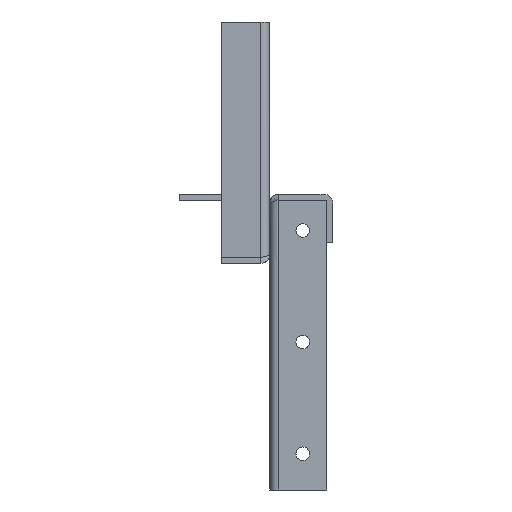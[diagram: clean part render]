
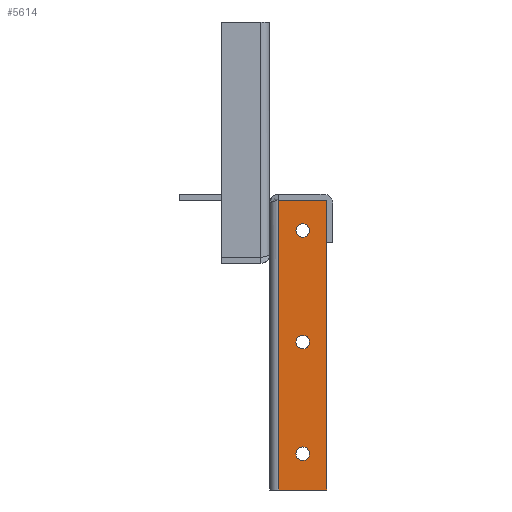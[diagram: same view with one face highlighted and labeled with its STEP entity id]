
A CAD part, left-side view. The second image highlights one B-rep face of the part: STEP entity #5614.
In plain terms, the highlighted planar face has unit normal (-1, 0, 0).
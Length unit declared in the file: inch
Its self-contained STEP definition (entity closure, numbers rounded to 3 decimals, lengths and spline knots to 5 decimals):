
#322 = VECTOR ( 'NONE', #6601, 39.37008 ) ;
#327 = VERTEX_POINT ( 'NONE', #510 ) ;
#364 = EDGE_CURVE ( 'NONE', #5421, #1702, #4616, .T. ) ;
#378 = VERTEX_POINT ( 'NONE', #5017 ) ;
#510 = CARTESIAN_POINT ( 'NONE',  ( -7.625, -0.185, -0.00011 ) ) ;
#599 = DIRECTION ( 'NONE',  ( 0., 1., 0. ) ) ;
#728 = EDGE_LOOP ( 'NONE', ( #772, #5656 ) ) ;
#736 = ORIENTED_EDGE ( 'NONE', *, *, #5776, .F. ) ;
#772 = ORIENTED_EDGE ( 'NONE', *, *, #4625, .T. ) ;
#799 = DIRECTION ( 'NONE',  ( 0., 0., -1. ) ) ;
#866 = DIRECTION ( 'NONE',  ( 0., 0., -1. ) ) ;
#888 = ORIENTED_EDGE ( 'NONE', *, *, #5569, .F. ) ;
#905 = VERTEX_POINT ( 'NONE', #2174 ) ;
#945 = ORIENTED_EDGE ( 'NONE', *, *, #4073, .T. ) ;
#1076 = CARTESIAN_POINT ( 'NONE',  ( -7.625, -0.68625, -2.9375 ) ) ;
#1123 = AXIS2_PLACEMENT_3D ( 'NONE', #6452, #4374, #1658 ) ;
#1188 = DIRECTION ( 'NONE',  ( 0., 0., -1. ) ) ;
#1570 = DIRECTION ( 'NONE',  ( 1., 0., 0. ) ) ;
#1658 = DIRECTION ( 'NONE',  ( 0., 0., -1. ) ) ;
#1702 = VERTEX_POINT ( 'NONE', #5165 ) ;
#1808 = VECTOR ( 'NONE', #5458, 39.37008 ) ;
#1848 = DIRECTION ( 'NONE',  ( 0., 0., -1. ) ) ;
#2156 = VECTOR ( 'NONE', #3212, 39.37008 ) ;
#2174 = CARTESIAN_POINT ( 'NONE',  ( -7.625, -1.1875, -6. ) ) ;
#2235 = FACE_BOUND ( 'NONE', #5597, .T. ) ;
#2280 = DIRECTION ( 'NONE',  ( 1., 0., 0. ) ) ;
#2517 = CARTESIAN_POINT ( 'NONE',  ( -7.625, -0.68625, -2.9375 ) ) ;
#2523 = CARTESIAN_POINT ( 'NONE',  ( -7.625, -0.125, -6. ) ) ;
#2686 = DIRECTION ( 'NONE',  ( 1., 0., 0. ) ) ;
#2710 = CARTESIAN_POINT ( 'NONE',  ( -7.625, -0.68625, -5.25 ) ) ;
#2732 = LINE ( 'NONE', #4263, #1808 ) ;
#2826 = AXIS2_PLACEMENT_3D ( 'NONE', #1076, #2686, #5870 ) ;
#2897 = VERTEX_POINT ( 'NONE', #6782 ) ;
#2904 = CARTESIAN_POINT ( 'NONE',  ( -7.625, -0.68625, -0.625 ) ) ;
#2927 = ORIENTED_EDGE ( 'NONE', *, *, #364, .T. ) ;
#2936 = CARTESIAN_POINT ( 'NONE',  ( -7.625, -0.68625, -3.078 ) ) ;
#3044 = DIRECTION ( 'NONE',  ( 1., 0., 0. ) ) ;
#3191 = PLANE ( 'NONE',  #1123 ) ;
#3212 = DIRECTION ( 'NONE',  ( 0., 0., 1. ) ) ;
#3265 = FACE_BOUND ( 'NONE', #728, .T. ) ;
#3339 = FACE_OUTER_BOUND ( 'NONE', #4993, .T. ) ;
#3510 = EDGE_CURVE ( 'NONE', #2897, #327, #4424, .T. ) ;
#3518 = DIRECTION ( 'NONE',  ( 1., 0., 0. ) ) ;
#3634 = ORIENTED_EDGE ( 'NONE', *, *, #6175, .T. ) ;
#3730 = FACE_BOUND ( 'NONE', #6583, .T. ) ;
#3877 = AXIS2_PLACEMENT_3D ( 'NONE', #2710, #1570, #4816 ) ;
#3980 = CARTESIAN_POINT ( 'NONE',  ( -7.625, -0.185, -6. ) ) ;
#4073 = EDGE_CURVE ( 'NONE', #1702, #5421, #4640, .T. ) ;
#4089 = CIRCLE ( 'NONE', #2826, 0.1405 ) ;
#4142 = VERTEX_POINT ( 'NONE', #6749 ) ;
#4263 = CARTESIAN_POINT ( 'NONE',  ( -7.625, -1.1875, -6. ) ) ;
#4299 = CARTESIAN_POINT ( 'NONE',  ( -7.625, -0.68625, -0.625 ) ) ;
#4343 = CARTESIAN_POINT ( 'NONE',  ( -7.625, -0.68625, -5.1095 ) ) ;
#4349 = CARTESIAN_POINT ( 'NONE',  ( -7.625, -0.125, -0.00011 ) ) ;
#4374 = DIRECTION ( 'NONE',  ( -1., 0., 0. ) ) ;
#4395 = CARTESIAN_POINT ( 'NONE',  ( -7.625, -0.185, -0.06 ) ) ;
#4411 = ORIENTED_EDGE ( 'NONE', *, *, #3510, .T. ) ;
#4424 = LINE ( 'NONE', #4349, #6938 ) ;
#4459 = VERTEX_POINT ( 'NONE', #2936 ) ;
#4533 = CIRCLE ( 'NONE', #5225, 0.1405 ) ;
#4580 = ORIENTED_EDGE ( 'NONE', *, *, #4718, .T. ) ;
#4616 = CIRCLE ( 'NONE', #4961, 0.1405 ) ;
#4625 = EDGE_CURVE ( 'NONE', #4459, #378, #4533, .T. ) ;
#4640 = CIRCLE ( 'NONE', #6252, 0.1405 ) ;
#4718 = EDGE_CURVE ( 'NONE', #4142, #6546, #6152, .T. ) ;
#4816 = DIRECTION ( 'NONE',  ( 0., 0., -1. ) ) ;
#4830 = EDGE_CURVE ( 'NONE', #378, #4459, #4089, .T. ) ;
#4841 = ORIENTED_EDGE ( 'NONE', *, *, #5606, .T. ) ;
#4961 = AXIS2_PLACEMENT_3D ( 'NONE', #4299, #6491, #1188 ) ;
#4993 = EDGE_LOOP ( 'NONE', ( #888, #4841, #4411, #736 ) ) ;
#5017 = CARTESIAN_POINT ( 'NONE',  ( -7.625, -0.68625, -2.797 ) ) ;
#5165 = CARTESIAN_POINT ( 'NONE',  ( -7.625, -0.68625, -0.7655 ) ) ;
#5225 = AXIS2_PLACEMENT_3D ( 'NONE', #2517, #3044, #866 ) ;
#5248 = LINE ( 'NONE', #2523, #322 ) ;
#5421 = VERTEX_POINT ( 'NONE', #6112 ) ;
#5458 = DIRECTION ( 'NONE',  ( 0., 0., 1. ) ) ;
#5569 = EDGE_CURVE ( 'NONE', #905, #6915, #5248, .T. ) ;
#5597 = EDGE_LOOP ( 'NONE', ( #4580, #3634 ) ) ;
#5606 = EDGE_CURVE ( 'NONE', #905, #2897, #2732, .T. ) ;
#5614 = ADVANCED_FACE ( 'NONE', ( #3339, #3730, #3265, #2235 ), #3191, .T. ) ;
#5656 = ORIENTED_EDGE ( 'NONE', *, *, #4830, .T. ) ;
#5776 = EDGE_CURVE ( 'NONE', #6915, #327, #5974, .T. ) ;
#5810 = CIRCLE ( 'NONE', #3877, 0.1405 ) ;
#5870 = DIRECTION ( 'NONE',  ( 0., 0., -1. ) ) ;
#5974 = LINE ( 'NONE', #4395, #2156 ) ;
#6112 = CARTESIAN_POINT ( 'NONE',  ( -7.625, -0.68625, -0.4845 ) ) ;
#6152 = CIRCLE ( 'NONE', #6838, 0.1405 ) ;
#6175 = EDGE_CURVE ( 'NONE', #6546, #4142, #5810, .T. ) ;
#6241 = CARTESIAN_POINT ( 'NONE',  ( -7.625, -0.68625, -5.25 ) ) ;
#6252 = AXIS2_PLACEMENT_3D ( 'NONE', #2904, #2280, #1848 ) ;
#6452 = CARTESIAN_POINT ( 'NONE',  ( -7.625, -0.125, -6. ) ) ;
#6491 = DIRECTION ( 'NONE',  ( 1., 0., 0. ) ) ;
#6546 = VERTEX_POINT ( 'NONE', #4343 ) ;
#6583 = EDGE_LOOP ( 'NONE', ( #945, #2927 ) ) ;
#6601 = DIRECTION ( 'NONE',  ( 0., 1., 0. ) ) ;
#6749 = CARTESIAN_POINT ( 'NONE',  ( -7.625, -0.68625, -5.3905 ) ) ;
#6782 = CARTESIAN_POINT ( 'NONE',  ( -7.625, -1.1875, -0.00011 ) ) ;
#6838 = AXIS2_PLACEMENT_3D ( 'NONE', #6241, #3518, #799 ) ;
#6915 = VERTEX_POINT ( 'NONE', #3980 ) ;
#6938 = VECTOR ( 'NONE', #599, 39.37008 ) ;
